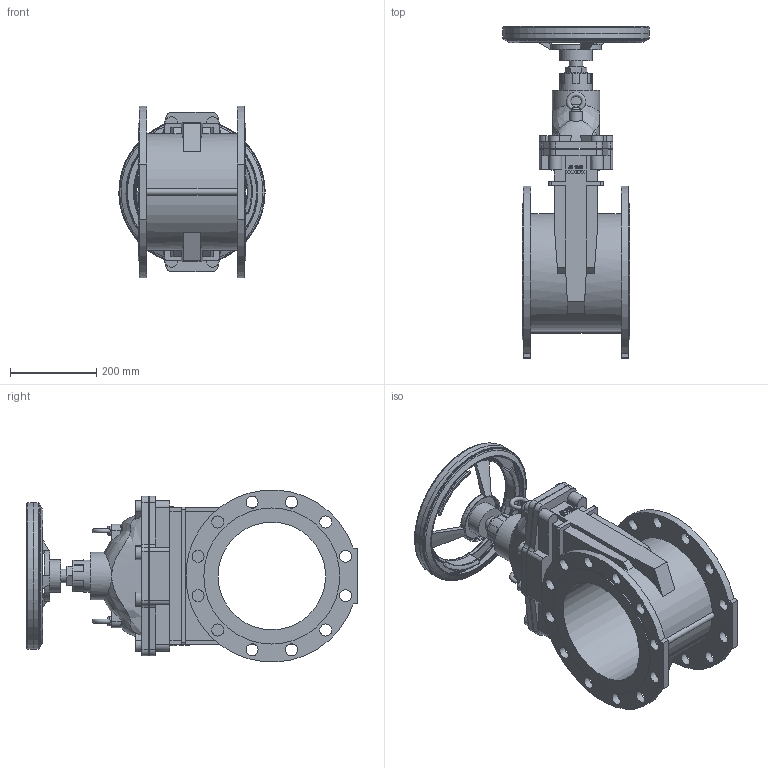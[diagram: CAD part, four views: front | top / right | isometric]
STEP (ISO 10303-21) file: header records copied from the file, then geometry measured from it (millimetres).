
FILE_DESCRIPTION(('STEP AP203'), '1');
FILE_NAME('3D_101-250-16', '', ('UNSPECIFIED'), ('UNSPECIFIED'), 'C3D Converter', 'C3D Toolkit', '');
FILE_SCHEMA(('CONFIG_CONTROL_DESIGN'));
Length unit declared in the file: millimetre
Bounding box: 339.89 x 771 x 399.55 mm (x, y, z)
Volume: 11434120.7 mm3; surface area: 1578166.4 mm2
Topology: 1 solids, 2 shells, 3698 faces, 10819 edges, 7174 vertices
Faces by surface type: plane 3466, cylinder 104, cone 89, torus 25, bspline 14
Full cylindrical faces by diameter (mm): 22 x2, 28 x24, 31.086 x1, 32 x1, 55 x1, 75 x1, 75.556 x1, 110 x1, 111.296 x1, 250 x1, 264.444 x1, 316 x2, 332.444 x1, 340 x1
Entity records: 185553 total; most frequent: CARTESIAN_POINT 58256, ORIENTED_EDGE 21418, DIRECTION 18230, EDGE_CURVE 10710, LINE 10166, VECTOR 10166, VERTEX_POINT 7172, AXIS2_PLACEMENT_3D 4032
